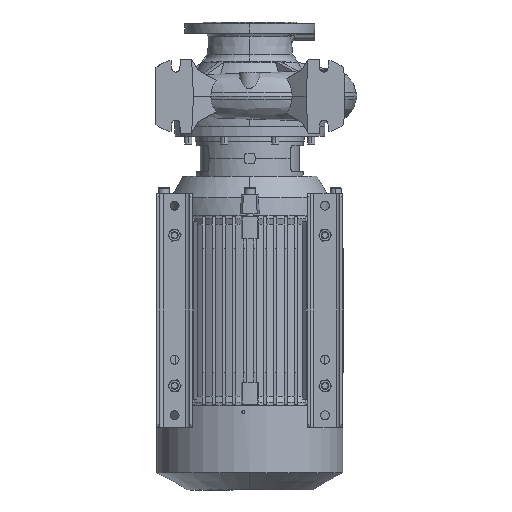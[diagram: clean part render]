
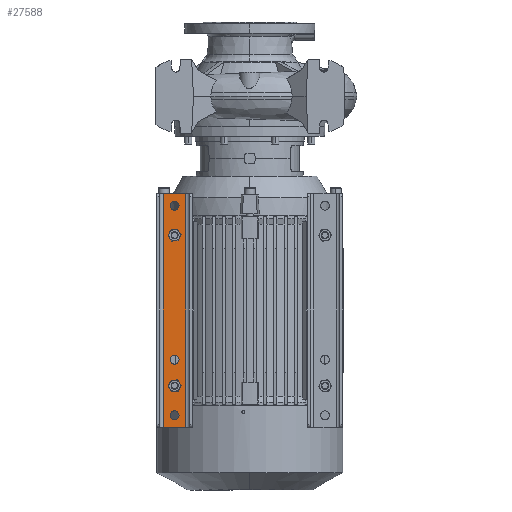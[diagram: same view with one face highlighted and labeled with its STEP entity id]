
A CAD part, front view. The second image highlights one B-rep face of the part: STEP entity #27588.
In plain terms, the highlighted face is planar.
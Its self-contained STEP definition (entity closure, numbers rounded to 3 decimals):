
#679 = DIRECTION ( 'NONE',  ( 0., 1., 0. ) ) ;
#1047 = CARTESIAN_POINT ( 'NONE',  ( -381.5, 5., 30. ) ) ;
#1419 = ORIENTED_EDGE ( 'NONE', *, *, #80090, .F. ) ;
#2018 = VERTEX_POINT ( 'NONE', #13610 ) ;
#2844 = VERTEX_POINT ( 'NONE', #18450 ) ;
#5723 = DIRECTION ( 'NONE',  ( 0., 1., 0. ) ) ;
#7314 = DIRECTION ( 'NONE',  ( 1., 0., 0. ) ) ;
#8294 = DIRECTION ( 'NONE',  ( 0., 0., 1. ) ) ;
#8347 = VERTEX_POINT ( 'NONE', #47039 ) ;
#9422 = EDGE_CURVE ( 'NONE', #47194, #29722, #34690, .T. ) ;
#12732 = ORIENTED_EDGE ( 'NONE', *, *, #132189, .F. ) ;
#13610 = CARTESIAN_POINT ( 'NONE',  ( -77.5, 5., 30. ) ) ;
#14849 = CARTESIAN_POINT ( 'NONE',  ( -394., 5., 0. ) ) ;
#16876 = AXIS2_PLACEMENT_3D ( 'NONE', #134415, #122364, #145746 ) ;
#16957 = EDGE_LOOP ( 'NONE', ( #1419, #138091 ) ) ;
#17554 = VERTEX_POINT ( 'NONE', #56749 ) ;
#18450 = CARTESIAN_POINT ( 'NONE',  ( -27.5, 5., 30. ) ) ;
#19623 = ORIENTED_EDGE ( 'NONE', *, *, #9422, .F. ) ;
#19933 = VERTEX_POINT ( 'NONE', #49584 ) ;
#20595 = CARTESIAN_POINT ( 'NONE',  ( 0., 5., 11. ) ) ;
#21028 = VERTEX_POINT ( 'NONE', #106054 ) ;
#23881 = DIRECTION ( 'NONE',  ( 0., 0., -1. ) ) ;
#26334 = VERTEX_POINT ( 'NONE', #142879 ) ;
#26880 = CARTESIAN_POINT ( 'NONE',  ( -12.5, 5., 30. ) ) ;
#27246 = DIRECTION ( 'NONE',  ( 0., 1., 0. ) ) ;
#27565 = DIRECTION ( 'NONE',  ( 1., 0., 0. ) ) ;
#27588 = ADVANCED_FACE ( 'NONE', ( #66965, #43608, #79040, #48797, #46582, #92625 ), #93360, .F. ) ;
#29065 = CIRCLE ( 'NONE', #144712, 7.5 ) ;
#29277 = VECTOR ( 'NONE', #133595, 1000. ) ;
#29722 = VERTEX_POINT ( 'NONE', #91839 ) ;
#30402 = EDGE_LOOP ( 'NONE', ( #12732, #62955 ) ) ;
#30689 = CARTESIAN_POINT ( 'NONE',  ( -280., 5., 30. ) ) ;
#30789 = LINE ( 'NONE', #103924, #43024 ) ;
#34432 = CARTESIAN_POINT ( 'NONE',  ( -374., 5., 30. ) ) ;
#34690 = CIRCLE ( 'NONE', #68502, 7.5 ) ;
#40690 = ORIENTED_EDGE ( 'NONE', *, *, #128586, .F. ) ;
#42425 = CIRCLE ( 'NONE', #133941, 7.5 ) ;
#42559 = EDGE_LOOP ( 'NONE', ( #124325, #67506 ) ) ;
#43024 = VECTOR ( 'NONE', #93355, 1000. ) ;
#43608 = FACE_BOUND ( 'NONE', #49095, .T. ) ;
#44464 = CARTESIAN_POINT ( 'NONE',  ( -280., 5., 30. ) ) ;
#46361 = CARTESIAN_POINT ( 'NONE',  ( -70., 5., 30. ) ) ;
#46582 = FACE_BOUND ( 'NONE', #16957, .T. ) ;
#47039 = CARTESIAN_POINT ( 'NONE',  ( -272.5, 5., 30. ) ) ;
#47194 = VERTEX_POINT ( 'NONE', #1047 ) ;
#47519 = VERTEX_POINT ( 'NONE', #102012 ) ;
#48051 = EDGE_LOOP ( 'NONE', ( #130299, #19623 ) ) ;
#48797 = FACE_BOUND ( 'NONE', #48051, .T. ) ;
#49095 = EDGE_LOOP ( 'NONE', ( #134850, #142974 ) ) ;
#49584 = CARTESIAN_POINT ( 'NONE',  ( -316.5, 5., 30. ) ) ;
#50513 = CIRCLE ( 'NONE', #113203, 7.5 ) ;
#53900 = EDGE_CURVE ( 'NONE', #92299, #8347, #67412, .T. ) ;
#54576 = DIRECTION ( 'NONE',  ( 0., 1., 0. ) ) ;
#55316 = DIRECTION ( 'NONE',  ( 1., 0., 0. ) ) ;
#56069 = CARTESIAN_POINT ( 'NONE',  ( -70., 5., 30. ) ) ;
#56141 = VERTEX_POINT ( 'NONE', #102247 ) ;
#56749 = CARTESIAN_POINT ( 'NONE',  ( -394., 5., 49. ) ) ;
#60132 = EDGE_CURVE ( 'NONE', #56141, #17554, #86864, .T. ) ;
#60901 = DIRECTION ( 'NONE',  ( 1., 0., 0. ) ) ;
#61557 = ORIENTED_EDGE ( 'NONE', *, *, #60132, .F. ) ;
#62955 = ORIENTED_EDGE ( 'NONE', *, *, #135057, .F. ) ;
#64177 = CARTESIAN_POINT ( 'NONE',  ( -394., 5., 49. ) ) ;
#66965 = FACE_BOUND ( 'NONE', #30402, .T. ) ;
#67412 = CIRCLE ( 'NONE', #74620, 7.5 ) ;
#67506 = ORIENTED_EDGE ( 'NONE', *, *, #68449, .F. ) ;
#68449 = EDGE_CURVE ( 'NONE', #2018, #26334, #107373, .T. ) ;
#68502 = AXIS2_PLACEMENT_3D ( 'NONE', #34432, #104597, #80449 ) ;
#74620 = AXIS2_PLACEMENT_3D ( 'NONE', #30689, #75954, #7314 ) ;
#74924 = EDGE_LOOP ( 'NONE', ( #149108, #61557, #120185, #40690 ) ) ;
#75052 = DIRECTION ( 'NONE',  ( 0., 1., 0. ) ) ;
#75210 = DIRECTION ( 'NONE',  ( 0., 1., 0. ) ) ;
#75954 = DIRECTION ( 'NONE',  ( 0., 1., 0. ) ) ;
#75960 = EDGE_CURVE ( 'NONE', #17554, #21028, #138548, .T. ) ;
#76835 = DIRECTION ( 'NONE',  ( 0., 1., 0. ) ) ;
#78919 = VERTEX_POINT ( 'NONE', #20595 ) ;
#79040 = FACE_BOUND ( 'NONE', #42559, .T. ) ;
#79109 = VECTOR ( 'NONE', #23881, 1000. ) ;
#80090 = EDGE_CURVE ( 'NONE', #113078, #2844, #50513, .T. ) ;
#80449 = DIRECTION ( 'NONE',  ( 1., 0., 0. ) ) ;
#82241 = CIRCLE ( 'NONE', #142555, 7.5 ) ;
#85662 = CARTESIAN_POINT ( 'NONE',  ( -324., 5., 30. ) ) ;
#86444 = CIRCLE ( 'NONE', #120225, 7.5 ) ;
#86864 = LINE ( 'NONE', #64177, #29277 ) ;
#91839 = CARTESIAN_POINT ( 'NONE',  ( -366.5, 5., 30. ) ) ;
#92299 = VERTEX_POINT ( 'NONE', #94543 ) ;
#92625 = FACE_OUTER_BOUND ( 'NONE', #74924, .T. ) ;
#93355 = DIRECTION ( 'NONE',  ( 1., 0., 0. ) ) ;
#93360 = PLANE ( 'NONE',  #147389 ) ;
#94543 = CARTESIAN_POINT ( 'NONE',  ( -287.5, 5., 30. ) ) ;
#97646 = CIRCLE ( 'NONE', #140926, 7.5 ) ;
#98039 = EDGE_CURVE ( 'NONE', #2844, #113078, #29065, .T. ) ;
#98507 = DIRECTION ( 'NONE',  ( 1., 0., 0. ) ) ;
#98840 = CIRCLE ( 'NONE', #16876, 7.5 ) ;
#102012 = CARTESIAN_POINT ( 'NONE',  ( -331.5, 5., 30. ) ) ;
#102247 = CARTESIAN_POINT ( 'NONE',  ( 0., 5., 49. ) ) ;
#102575 = EDGE_CURVE ( 'NONE', #26334, #2018, #82241, .T. ) ;
#103924 = CARTESIAN_POINT ( 'NONE',  ( -394., 5., 11. ) ) ;
#104597 = DIRECTION ( 'NONE',  ( 0., 1., 0. ) ) ;
#106054 = CARTESIAN_POINT ( 'NONE',  ( -394., 5., 11. ) ) ;
#106482 = DIRECTION ( 'NONE',  ( 1., 0., 0. ) ) ;
#106947 = CARTESIAN_POINT ( 'NONE',  ( -20., 5., 30. ) ) ;
#107373 = CIRCLE ( 'NONE', #126637, 7.5 ) ;
#109064 = EDGE_CURVE ( 'NONE', #8347, #92299, #97646, .T. ) ;
#113078 = VERTEX_POINT ( 'NONE', #26880 ) ;
#113203 = AXIS2_PLACEMENT_3D ( 'NONE', #131706, #5723, #98507 ) ;
#116714 = DIRECTION ( 'NONE',  ( 0., 0., -1. ) ) ;
#117377 = CARTESIAN_POINT ( 'NONE',  ( -394., 5., 0. ) ) ;
#120185 = ORIENTED_EDGE ( 'NONE', *, *, #120531, .F. ) ;
#120225 = AXIS2_PLACEMENT_3D ( 'NONE', #85662, #75052, #27565 ) ;
#120531 = EDGE_CURVE ( 'NONE', #78919, #56141, #145603, .T. ) ;
#121377 = DIRECTION ( 'NONE',  ( 1., 0., 0. ) ) ;
#122364 = DIRECTION ( 'NONE',  ( 0., 1., 0. ) ) ;
#124325 = ORIENTED_EDGE ( 'NONE', *, *, #102575, .F. ) ;
#126637 = AXIS2_PLACEMENT_3D ( 'NONE', #56069, #54576, #55316 ) ;
#128586 = EDGE_CURVE ( 'NONE', #21028, #78919, #30789, .T. ) ;
#128756 = VECTOR ( 'NONE', #8294, 1000. ) ;
#130299 = ORIENTED_EDGE ( 'NONE', *, *, #143755, .F. ) ;
#131706 = CARTESIAN_POINT ( 'NONE',  ( -20., 5., 30. ) ) ;
#131947 = CARTESIAN_POINT ( 'NONE',  ( -324., 5., 30. ) ) ;
#132189 = EDGE_CURVE ( 'NONE', #19933, #47519, #86444, .T. ) ;
#133595 = DIRECTION ( 'NONE',  ( -1., 0., 0. ) ) ;
#133941 = AXIS2_PLACEMENT_3D ( 'NONE', #131947, #76835, #121377 ) ;
#134415 = CARTESIAN_POINT ( 'NONE',  ( -374., 5., 30. ) ) ;
#134850 = ORIENTED_EDGE ( 'NONE', *, *, #109064, .F. ) ;
#135057 = EDGE_CURVE ( 'NONE', #47519, #19933, #42425, .T. ) ;
#137231 = DIRECTION ( 'NONE',  ( 1., 0., 0. ) ) ;
#138091 = ORIENTED_EDGE ( 'NONE', *, *, #98039, .F. ) ;
#138548 = LINE ( 'NONE', #117377, #79109 ) ;
#138613 = DIRECTION ( 'NONE',  ( 0., -1., 0. ) ) ;
#140926 = AXIS2_PLACEMENT_3D ( 'NONE', #44464, #679, #137231 ) ;
#142555 = AXIS2_PLACEMENT_3D ( 'NONE', #46361, #27246, #106482 ) ;
#142643 = CARTESIAN_POINT ( 'NONE',  ( 0., 5., 0. ) ) ;
#142879 = CARTESIAN_POINT ( 'NONE',  ( -62.5, 5., 30. ) ) ;
#142974 = ORIENTED_EDGE ( 'NONE', *, *, #53900, .F. ) ;
#143755 = EDGE_CURVE ( 'NONE', #29722, #47194, #98840, .T. ) ;
#144712 = AXIS2_PLACEMENT_3D ( 'NONE', #106947, #75210, #60901 ) ;
#145603 = LINE ( 'NONE', #142643, #128756 ) ;
#145746 = DIRECTION ( 'NONE',  ( 1., 0., 0. ) ) ;
#147389 = AXIS2_PLACEMENT_3D ( 'NONE', #14849, #138613, #116714 ) ;
#149108 = ORIENTED_EDGE ( 'NONE', *, *, #75960, .F. ) ;
